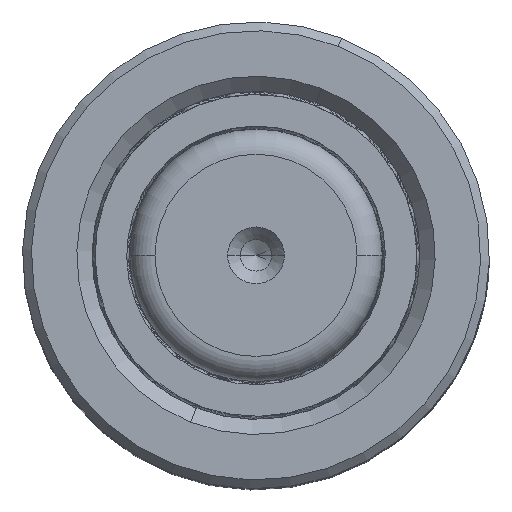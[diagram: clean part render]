
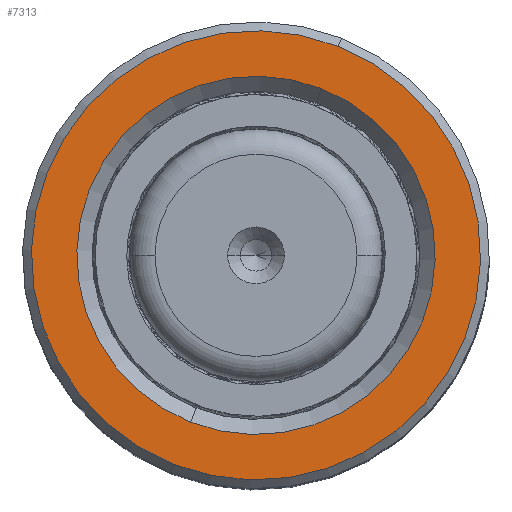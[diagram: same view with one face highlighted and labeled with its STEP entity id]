
A CAD part, top view. The second image highlights one B-rep face of the part: STEP entity #7313.
In plain terms, the highlighted planar face has unit normal (0, 0, 1).
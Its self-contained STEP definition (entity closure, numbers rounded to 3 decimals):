
#1234 = FACE_OUTER_BOUND ( 'NONE', #6643, .T. ) ;
#1382 = ORIENTED_EDGE ( 'NONE', *, *, #6194, .T. ) ;
#2848 = CARTESIAN_POINT ( 'NONE',  ( 0., 0., 60. ) ) ;
#3860 = FACE_BOUND ( 'NONE', #7871, .T. ) ;
#4555 = EDGE_CURVE ( 'NONE', #8007, #11585, #21501, .T. ) ;
#5598 = CARTESIAN_POINT ( 'NONE',  ( -14.2, 0., 60. ) ) ;
#6194 = EDGE_CURVE ( 'NONE', #15003, #31809, #28976, .T. ) ;
#6643 = EDGE_LOOP ( 'NONE', ( #32634, #1382 ) ) ;
#7313 = ADVANCED_FACE ( 'NONE', ( #1234, #3860 ), #27006, .T. ) ;
#7871 = EDGE_LOOP ( 'NONE', ( #34610, #20698 ) ) ;
#8007 = VERTEX_POINT ( 'NONE', #14399 ) ;
#8193 = DIRECTION ( 'NONE',  ( 1., 0., 0. ) ) ;
#8631 = DIRECTION ( 'NONE',  ( 1., 0., 0. ) ) ;
#9302 = DIRECTION ( 'NONE',  ( 0., 0., -1. ) ) ;
#10274 = DIRECTION ( 'NONE',  ( 1., 0., 0. ) ) ;
#10789 = CARTESIAN_POINT ( 'NONE',  ( 0., 0., 60. ) ) ;
#11585 = VERTEX_POINT ( 'NONE', #5598 ) ;
#12246 = CARTESIAN_POINT ( 'NONE',  ( 0., 0., 60. ) ) ;
#12713 = AXIS2_PLACEMENT_3D ( 'NONE', #12986, #21466, #10274 ) ;
#12986 = CARTESIAN_POINT ( 'NONE',  ( 0., 0., 60. ) ) ;
#13868 = EDGE_CURVE ( 'NONE', #31809, #15003, #15146, .T. ) ;
#14399 = CARTESIAN_POINT ( 'NONE',  ( 14.2, 0., 60. ) ) ;
#15003 = VERTEX_POINT ( 'NONE', #32378 ) ;
#15146 = CIRCLE ( 'NONE', #23385, 17.8 ) ;
#15523 = CARTESIAN_POINT ( 'NONE',  ( 0., 0., 60. ) ) ;
#17187 = AXIS2_PLACEMENT_3D ( 'NONE', #10789, #25046, #8193 ) ;
#17660 = CARTESIAN_POINT ( 'NONE',  ( -17.8, 0., 60. ) ) ;
#18953 = AXIS2_PLACEMENT_3D ( 'NONE', #12246, #9302, #31928 ) ;
#20698 = ORIENTED_EDGE ( 'NONE', *, *, #33388, .T. ) ;
#21317 = DIRECTION ( 'NONE',  ( 1., 0., 0. ) ) ;
#21466 = DIRECTION ( 'NONE',  ( 0., 0., 1. ) ) ;
#21501 = CIRCLE ( 'NONE', #33707, 14.2 ) ;
#21628 = CIRCLE ( 'NONE', #18953, 14.2 ) ;
#22658 = DIRECTION ( 'NONE',  ( 0., 0., 1. ) ) ;
#23385 = AXIS2_PLACEMENT_3D ( 'NONE', #2848, #22658, #8631 ) ;
#25046 = DIRECTION ( 'NONE',  ( 0., 0., 1. ) ) ;
#27006 = PLANE ( 'NONE',  #12713 ) ;
#28976 = CIRCLE ( 'NONE', #17187, 17.8 ) ;
#31809 = VERTEX_POINT ( 'NONE', #17660 ) ;
#31928 = DIRECTION ( 'NONE',  ( 1., 0., 0. ) ) ;
#32378 = CARTESIAN_POINT ( 'NONE',  ( 17.8, 0., 60. ) ) ;
#32634 = ORIENTED_EDGE ( 'NONE', *, *, #13868, .T. ) ;
#33388 = EDGE_CURVE ( 'NONE', #11585, #8007, #21628, .T. ) ;
#33707 = AXIS2_PLACEMENT_3D ( 'NONE', #15523, #35233, #21317 ) ;
#34610 = ORIENTED_EDGE ( 'NONE', *, *, #4555, .T. ) ;
#35233 = DIRECTION ( 'NONE',  ( 0., 0., -1. ) ) ;
